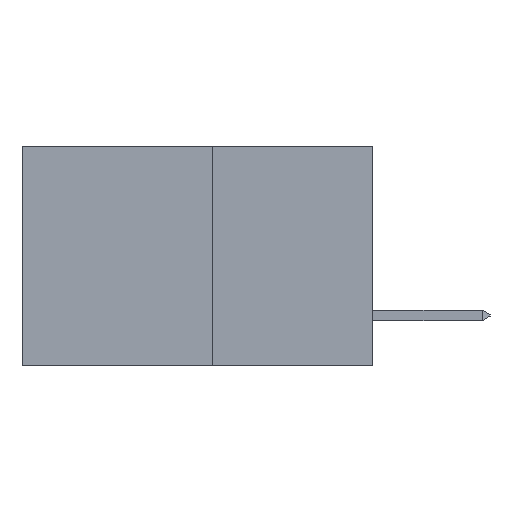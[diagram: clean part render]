
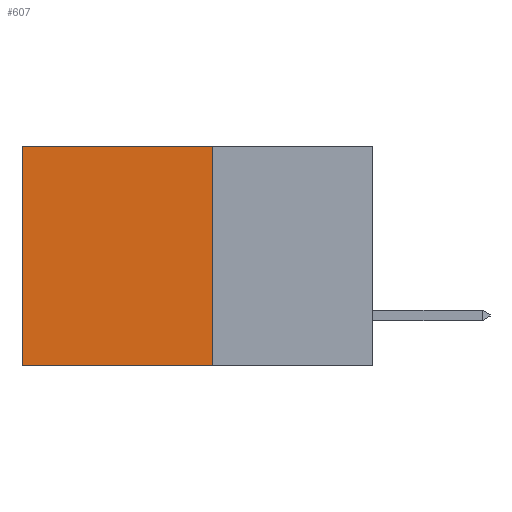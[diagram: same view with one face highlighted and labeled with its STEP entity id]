
A CAD part, left-side view. The second image highlights one B-rep face of the part: STEP entity #607.
In plain terms, the highlighted planar face has unit normal (-1, 0, 0).
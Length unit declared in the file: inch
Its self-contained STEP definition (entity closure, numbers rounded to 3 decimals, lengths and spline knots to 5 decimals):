
#105 = VECTOR ( 'NONE', #1810, 39.37008 ) ;
#151 = DIRECTION ( 'NONE',  ( 0., 1., 0. ) ) ;
#223 = PLANE ( 'NONE',  #5513 ) ;
#346 = CARTESIAN_POINT ( 'NONE',  ( 0.277, 0.27, -0.37 ) ) ;
#465 = VERTEX_POINT ( 'NONE', #5874 ) ;
#607 = ADVANCED_FACE ( 'NONE', ( #1274 ), #223, .F. ) ;
#620 = VERTEX_POINT ( 'NONE', #346 ) ;
#843 = LINE ( 'NONE', #1327, #4179 ) ;
#846 = EDGE_LOOP ( 'NONE', ( #996, #8154, #2108, #2947 ) ) ;
#957 = VECTOR ( 'NONE', #5499, 39.37008 ) ;
#996 = ORIENTED_EDGE ( 'NONE', *, *, #6323, .T. ) ;
#1114 = VERTEX_POINT ( 'NONE', #6725 ) ;
#1274 = FACE_OUTER_BOUND ( 'NONE', #846, .T. ) ;
#1327 = CARTESIAN_POINT ( 'NONE',  ( 0.277, 0.27, 0. ) ) ;
#1810 = DIRECTION ( 'NONE',  ( 0., 1., 0. ) ) ;
#2108 = ORIENTED_EDGE ( 'NONE', *, *, #5862, .F. ) ;
#2133 = CARTESIAN_POINT ( 'NONE',  ( 0.277, 0.27, -0.37 ) ) ;
#2308 = VERTEX_POINT ( 'NONE', #7458 ) ;
#2488 = DIRECTION ( 'NONE',  ( 0., 0., -1. ) ) ;
#2632 = CARTESIAN_POINT ( 'NONE',  ( 0.277, 0.27, -0.37 ) ) ;
#2804 = LINE ( 'NONE', #5636, #957 ) ;
#2947 = ORIENTED_EDGE ( 'NONE', *, *, #5657, .T. ) ;
#4179 = VECTOR ( 'NONE', #151, 39.37008 ) ;
#4859 = LINE ( 'NONE', #6950, #8000 ) ;
#5420 = LINE ( 'NONE', #2133, #105 ) ;
#5499 = DIRECTION ( 'NONE',  ( 0., 0., -1. ) ) ;
#5513 = AXIS2_PLACEMENT_3D ( 'NONE', #2632, #7776, #2488 ) ;
#5636 = CARTESIAN_POINT ( 'NONE',  ( 0.277, 0.27, -0.37 ) ) ;
#5657 = EDGE_CURVE ( 'NONE', #465, #1114, #843, .T. ) ;
#5862 = EDGE_CURVE ( 'NONE', #465, #620, #2804, .T. ) ;
#5874 = CARTESIAN_POINT ( 'NONE',  ( 0.277, 0.27, 0. ) ) ;
#6323 = EDGE_CURVE ( 'NONE', #1114, #2308, #4859, .T. ) ;
#6725 = CARTESIAN_POINT ( 'NONE',  ( 0.277, 0.59, 0. ) ) ;
#6950 = CARTESIAN_POINT ( 'NONE',  ( 0.277, 0.59, -0.37 ) ) ;
#6963 = DIRECTION ( 'NONE',  ( 0., 0., -1. ) ) ;
#7458 = CARTESIAN_POINT ( 'NONE',  ( 0.277, 0.59, -0.37 ) ) ;
#7776 = DIRECTION ( 'NONE',  ( 1., 0., 0. ) ) ;
#7807 = EDGE_CURVE ( 'NONE', #620, #2308, #5420, .T. ) ;
#8000 = VECTOR ( 'NONE', #6963, 39.37008 ) ;
#8154 = ORIENTED_EDGE ( 'NONE', *, *, #7807, .F. ) ;
